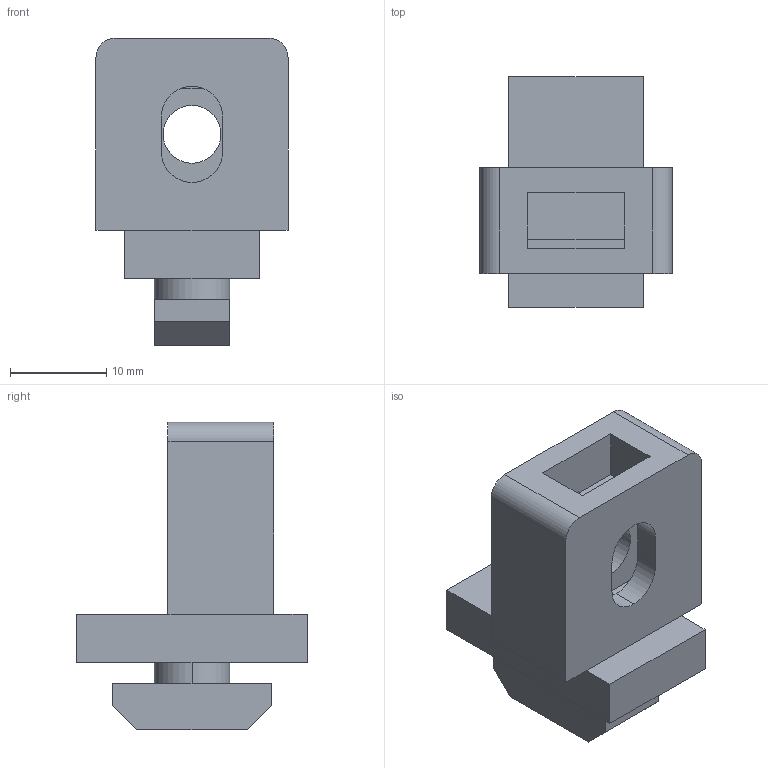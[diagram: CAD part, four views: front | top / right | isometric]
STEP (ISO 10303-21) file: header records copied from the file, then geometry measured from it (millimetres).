
FILE_DESCRIPTION (( 'STEP AP214' ), '1' );
FILE_NAME ('6228120', '2019-02-04T09:09:19', ( '' ), ('JUGARD+KÜNSTNER GmbH'), 'SwSTEP 2.0', 'SolidWorks 2017', '' );
FILE_SCHEMA (( 'AUTOMOTIVE_DESIGN' ));
Length unit declared in the file: millimetre
Products named in the file (1): 6228120_CNAJF00
Bounding box: 20 x 24 x 32 mm (x, y, z)
Volume: 5785.7 mm3; surface area: 3443.4 mm2
Topology: 1 solids, 1 shells, 49 faces, 124 edges, 80 vertices
Faces by surface type: plane 37, cylinder 12
Entity records: 1555 total; most frequent: CARTESIAN_POINT 254, DIRECTION 248, ORIENTED_EDGE 248, EDGE_CURVE 124, VECTOR 100, LINE 100, VERTEX_POINT 80, AXIS2_PLACEMENT_3D 74
